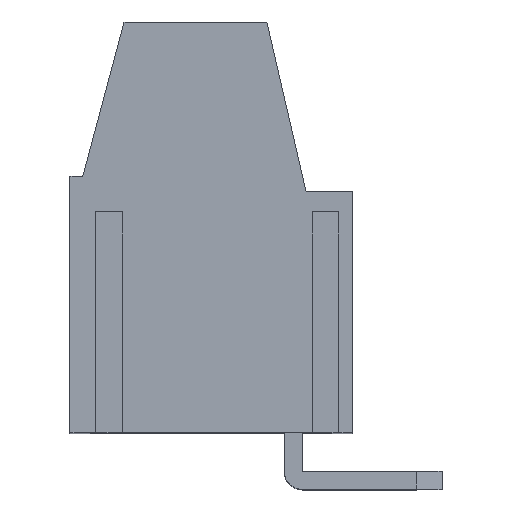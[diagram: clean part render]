
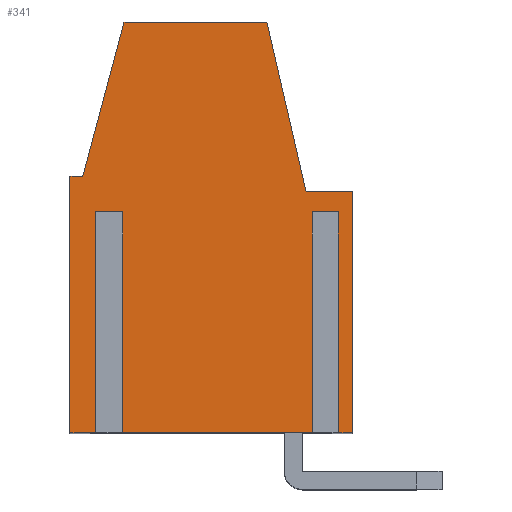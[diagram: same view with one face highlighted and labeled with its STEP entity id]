
A CAD part, top view. The second image highlights one B-rep face of the part: STEP entity #341.
In plain terms, the highlighted planar face has unit normal (0, 0, 1).
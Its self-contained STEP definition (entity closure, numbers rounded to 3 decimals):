
#341 = ADVANCED_FACE( '', ( #731 ), #732, .T. );
#731 = FACE_OUTER_BOUND( '', #1160, .T. );
#732 = PLANE( '', #1161 );
#1160 = EDGE_LOOP( '', ( #2126, #2127, #2128, #2129, #2130, #2131, #2132, #2133, #2134, #2135, #2136, #2137, #2138, #2139, #2140, #2141 ) );
#1161 = AXIS2_PLACEMENT_3D( '', #2142, #2143, #2144 );
#2126 = ORIENTED_EDGE( '', *, *, #2605, .T. );
#2127 = ORIENTED_EDGE( '', *, *, #2578, .T. );
#2128 = ORIENTED_EDGE( '', *, *, #2906, .T. );
#2129 = ORIENTED_EDGE( '', *, *, #2843, .T. );
#2130 = ORIENTED_EDGE( '', *, *, #2885, .T. );
#2131 = ORIENTED_EDGE( '', *, *, #2907, .T. );
#2132 = ORIENTED_EDGE( '', *, *, #2616, .T. );
#2133 = ORIENTED_EDGE( '', *, *, #2717, .T. );
#2134 = ORIENTED_EDGE( '', *, *, #2880, .T. );
#2135 = ORIENTED_EDGE( '', *, *, #2585, .T. );
#2136 = ORIENTED_EDGE( '', *, *, #2908, .F. );
#2137 = ORIENTED_EDGE( '', *, *, #2909, .T. );
#2138 = ORIENTED_EDGE( '', *, *, #2713, .T. );
#2139 = ORIENTED_EDGE( '', *, *, #2581, .T. );
#2140 = ORIENTED_EDGE( '', *, *, #2910, .F. );
#2141 = ORIENTED_EDGE( '', *, *, #2646, .T. );
#2142 = CARTESIAN_POINT( '', ( 209.832, 138.629, 55.08 ) );
#2143 = DIRECTION( '', ( 0., 0., 1. ) );
#2144 = DIRECTION( '', ( 1., 0., 0. ) );
#2578 = EDGE_CURVE( '', #3106, #3104, #3107, .T. );
#2581 = EDGE_CURVE( '', #3111, #3109, #3112, .T. );
#2585 = EDGE_CURVE( '', #3083, #3117, #3119, .T. );
#2605 = EDGE_CURVE( '', #3151, #3106, #3152, .T. );
#2616 = EDGE_CURVE( '', #3164, #3169, #3171, .T. );
#2646 = EDGE_CURVE( '', #3221, #3151, #3222, .T. );
#2713 = EDGE_CURVE( '', #3331, #3111, #3332, .T. );
#2717 = EDGE_CURVE( '', #3169, #3335, #3337, .T. );
#2843 = EDGE_CURVE( '', #3507, #3509, #3511, .T. );
#2880 = EDGE_CURVE( '', #3335, #3083, #3558, .T. );
#2885 = EDGE_CURVE( '', #3509, #3563, #3565, .T. );
#2906 = EDGE_CURVE( '', #3104, #3507, #3589, .T. );
#2907 = EDGE_CURVE( '', #3563, #3164, #3590, .T. );
#2908 = EDGE_CURVE( '', #3591, #3117, #3592, .T. );
#2909 = EDGE_CURVE( '', #3591, #3331, #3593, .T. );
#2910 = EDGE_CURVE( '', #3221, #3109, #3594, .T. );
#3083 = VERTEX_POINT( '', #3818 );
#3104 = VERTEX_POINT( '', #3849 );
#3106 = VERTEX_POINT( '', #3852 );
#3107 = LINE( '', #3853, #3854 );
#3109 = VERTEX_POINT( '', #3857 );
#3111 = VERTEX_POINT( '', #3860 );
#3112 = LINE( '', #3861, #3862 );
#3117 = VERTEX_POINT( '', #3869 );
#3119 = LINE( '', #3872, #3873 );
#3151 = VERTEX_POINT( '', #3918 );
#3152 = LINE( '', #3919, #3920 );
#3164 = VERTEX_POINT( '', #3937 );
#3169 = VERTEX_POINT( '', #3944 );
#3171 = LINE( '', #3947, #3948 );
#3221 = VERTEX_POINT( '', #4016 );
#3222 = LINE( '', #4017, #4018 );
#3331 = VERTEX_POINT( '', #4174 );
#3332 = LINE( '', #4175, #4176 );
#3335 = VERTEX_POINT( '', #4180 );
#3337 = LINE( '', #4183, #4184 );
#3507 = VERTEX_POINT( '', #4436 );
#3509 = VERTEX_POINT( '', #4439 );
#3511 = LINE( '', #4442, #4443 );
#3558 = LINE( '', #4514, #4515 );
#3563 = VERTEX_POINT( '', #4522 );
#3565 = LINE( '', #4525, #4526 );
#3589 = LINE( '', #4559, #4560 );
#3590 = LINE( '', #4561, #4562 );
#3591 = VERTEX_POINT( '', #4563 );
#3592 = LINE( '', #4564, #4565 );
#3593 = LINE( '', #4566, #4567 );
#3594 = LINE( '', #4568, #4569 );
#3818 = CARTESIAN_POINT( '', ( 209.832, 129.229, 55.08 ) );
#3849 = CARTESIAN_POINT( '', ( 220.832, 129.229, 55.08 ) );
#3852 = CARTESIAN_POINT( '', ( 220.032, 129.229, 55.08 ) );
#3853 = CARTESIAN_POINT( '', ( 220.832, 129.229, 55.08 ) );
#3854 = VECTOR( '', #4734, 1000. );
#3857 = CARTESIAN_POINT( '', ( 219.532, 129.229, 55.08 ) );
#3860 = CARTESIAN_POINT( '', ( 211.632, 129.229, 55.08 ) );
#3861 = CARTESIAN_POINT( '', ( 220.832, 129.229, 55.08 ) );
#3862 = VECTOR( '', #4737, 1000. );
#3869 = CARTESIAN_POINT( '', ( 210.832, 129.229, 55.08 ) );
#3872 = CARTESIAN_POINT( '', ( 220.832, 129.229, 55.08 ) );
#3873 = VECTOR( '', #4741, 1000. );
#3918 = CARTESIAN_POINT( '', ( 220.032, 137.829, 55.08 ) );
#3919 = CARTESIAN_POINT( '', ( 220.032, 137.829, 55.08 ) );
#3920 = VECTOR( '', #4758, 1000. );
#3937 = CARTESIAN_POINT( '', ( 211.939, 145.229, 55.08 ) );
#3944 = CARTESIAN_POINT( '', ( 210.332, 139.229, 55.08 ) );
#3947 = CARTESIAN_POINT( '', ( 210.332, 139.229, 55.08 ) );
#3948 = VECTOR( '', #4767, 1000. );
#4016 = CARTESIAN_POINT( '', ( 219.532, 137.829, 55.08 ) );
#4017 = CARTESIAN_POINT( '', ( 220.032, 137.829, 55.08 ) );
#4018 = VECTOR( '', #4801, 1000. );
#4174 = CARTESIAN_POINT( '', ( 211.632, 137.829, 55.08 ) );
#4175 = CARTESIAN_POINT( '', ( 211.632, 137.829, 55.08 ) );
#4176 = VECTOR( '', #4867, 1000. );
#4180 = CARTESIAN_POINT( '', ( 209.832, 139.229, 55.08 ) );
#4183 = CARTESIAN_POINT( '', ( 209.832, 139.229, 55.08 ) );
#4184 = VECTOR( '', #4870, 1000. );
#4436 = CARTESIAN_POINT( '', ( 220.832, 138.629, 55.08 ) );
#4439 = CARTESIAN_POINT( '', ( 219.032, 138.629, 55.08 ) );
#4442 = CARTESIAN_POINT( '', ( 219.032, 138.629, 55.08 ) );
#4443 = VECTOR( '', #4976, 1000. );
#4514 = CARTESIAN_POINT( '', ( 209.832, 129.229, 55.08 ) );
#4515 = VECTOR( '', #5010, 1000. );
#4522 = CARTESIAN_POINT( '', ( 217.508, 145.229, 55.08 ) );
#4525 = CARTESIAN_POINT( '', ( 217.508, 145.229, 55.08 ) );
#4526 = VECTOR( '', #5014, 1000. );
#4559 = CARTESIAN_POINT( '', ( 220.832, 138.629, 55.08 ) );
#4560 = VECTOR( '', #5027, 1000. );
#4561 = CARTESIAN_POINT( '', ( 211.939, 145.229, 55.08 ) );
#4562 = VECTOR( '', #5028, 1000. );
#4563 = CARTESIAN_POINT( '', ( 210.832, 137.829, 55.08 ) );
#4564 = CARTESIAN_POINT( '', ( 210.832, 138.629, 55.08 ) );
#4565 = VECTOR( '', #5029, 1000. );
#4566 = CARTESIAN_POINT( '', ( 211.632, 137.829, 55.08 ) );
#4567 = VECTOR( '', #5030, 1000. );
#4568 = CARTESIAN_POINT( '', ( 219.532, 137.829, 55.08 ) );
#4569 = VECTOR( '', #5031, 1000. );
#4734 = DIRECTION( '', ( 1., 0., 0. ) );
#4737 = DIRECTION( '', ( 1., 0., 0. ) );
#4741 = DIRECTION( '', ( 1., 0., 0. ) );
#4758 = DIRECTION( '', ( 0., -1., 0. ) );
#4767 = DIRECTION( '', ( -0.259, -0.966, 0. ) );
#4801 = DIRECTION( '', ( 1., 0., 0. ) );
#4867 = DIRECTION( '', ( 0., -1., 0. ) );
#4870 = DIRECTION( '', ( -1., 0., 0. ) );
#4976 = DIRECTION( '', ( -1., 0., 0. ) );
#5010 = DIRECTION( '', ( 0., -1., 0. ) );
#5014 = DIRECTION( '', ( -0.225, 0.974, 0. ) );
#5027 = DIRECTION( '', ( 0., 1., 0. ) );
#5028 = DIRECTION( '', ( -1., 0., 0. ) );
#5029 = DIRECTION( '', ( 0., -1., 0. ) );
#5030 = DIRECTION( '', ( 1., 0., 0. ) );
#5031 = DIRECTION( '', ( 0., -1., 0. ) );
